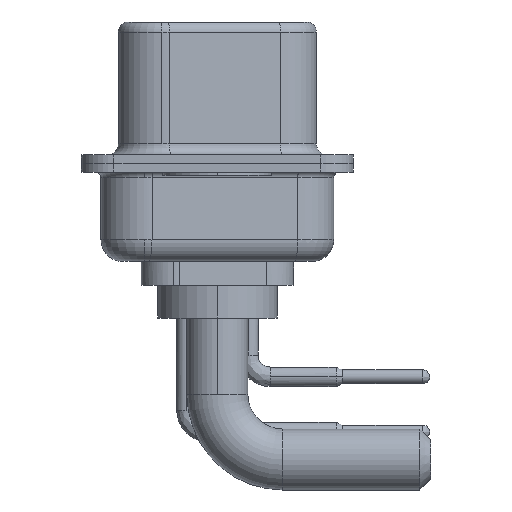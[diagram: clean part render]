
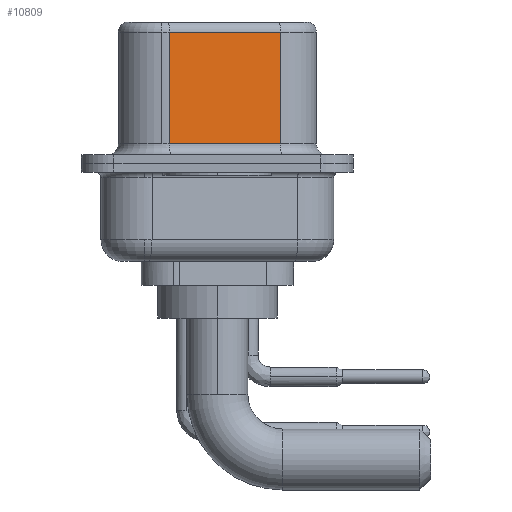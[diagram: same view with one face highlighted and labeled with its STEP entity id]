
A CAD part, left-side view. The second image highlights one B-rep face of the part: STEP entity #10809.
In plain terms, the highlighted planar face has unit normal (-0.985, -0.174, 0).
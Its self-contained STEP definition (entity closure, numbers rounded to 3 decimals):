
#204 = LINE ( 'NONE', #3097, #17705 ) ;
#228 = FACE_OUTER_BOUND ( 'NONE', #11505, .T. ) ;
#1108 = ORIENTED_EDGE ( 'NONE', *, *, #18694, .T. ) ;
#1450 = LINE ( 'NONE', #12970, #3044 ) ;
#1649 = DIRECTION ( 'NONE',  ( 0., 0., -1. ) ) ;
#1835 = VECTOR ( 'NONE', #10488, 1000. ) ;
#3044 = VECTOR ( 'NONE', #11503, 1000. ) ;
#3097 = CARTESIAN_POINT ( 'NONE',  ( 4.555, -2.897, 6.52 ) ) ;
#3114 = DIRECTION ( 'NONE',  ( -0.174, 0.985, 0. ) ) ;
#3635 = VERTEX_POINT ( 'NONE', #16573 ) ;
#4719 = VECTOR ( 'NONE', #11321, 1000. ) ;
#5325 = CARTESIAN_POINT ( 'NONE',  ( 3.655, 2.203, 6.52 ) ) ;
#5733 = DIRECTION ( 'NONE',  ( 0.985, 0.174, 0. ) ) ;
#5823 = VERTEX_POINT ( 'NONE', #15911 ) ;
#6874 = ORIENTED_EDGE ( 'NONE', *, *, #9997, .T. ) ;
#7600 = LINE ( 'NONE', #16395, #1835 ) ;
#8432 = VERTEX_POINT ( 'NONE', #10553 ) ;
#8937 = PLANE ( 'NONE',  #9270 ) ;
#9270 = AXIS2_PLACEMENT_3D ( 'NONE', #18993, #5733, #3114 ) ;
#9458 = ORIENTED_EDGE ( 'NONE', *, *, #16393, .F. ) ;
#9997 = EDGE_CURVE ( 'NONE', #8432, #11430, #1450, .T. ) ;
#10093 = ORIENTED_EDGE ( 'NONE', *, *, #10483, .T. ) ;
#10483 = EDGE_CURVE ( 'NONE', #3635, #5823, #7600, .T. ) ;
#10488 = DIRECTION ( 'NONE',  ( -0.174, 0.985, 0. ) ) ;
#10553 = CARTESIAN_POINT ( 'NONE',  ( 3.655, 2.203, 0.9 ) ) ;
#10809 = ADVANCED_FACE ( 'NONE', ( #228 ), #8937, .F. ) ;
#11321 = DIRECTION ( 'NONE',  ( 0., 0., -1. ) ) ;
#11430 = VERTEX_POINT ( 'NONE', #18557 ) ;
#11503 = DIRECTION ( 'NONE',  ( 0.174, -0.985, 0. ) ) ;
#11505 = EDGE_LOOP ( 'NONE', ( #9458, #10093, #1108, #6874 ) ) ;
#12970 = CARTESIAN_POINT ( 'NONE',  ( 4.555, -2.897, 0.9 ) ) ;
#13959 = LINE ( 'NONE', #5325, #4719 ) ;
#15911 = CARTESIAN_POINT ( 'NONE',  ( 3.655, 2.203, 6.02 ) ) ;
#16393 = EDGE_CURVE ( 'NONE', #3635, #11430, #204, .T. ) ;
#16395 = CARTESIAN_POINT ( 'NONE',  ( 4.555, -2.897, 6.02 ) ) ;
#16573 = CARTESIAN_POINT ( 'NONE',  ( 4.555, -2.897, 6.02 ) ) ;
#17705 = VECTOR ( 'NONE', #1649, 1000. ) ;
#18557 = CARTESIAN_POINT ( 'NONE',  ( 4.555, -2.897, 0.9 ) ) ;
#18694 = EDGE_CURVE ( 'NONE', #5823, #8432, #13959, .T. ) ;
#18993 = CARTESIAN_POINT ( 'NONE',  ( 4.555, -2.897, 6.52 ) ) ;
